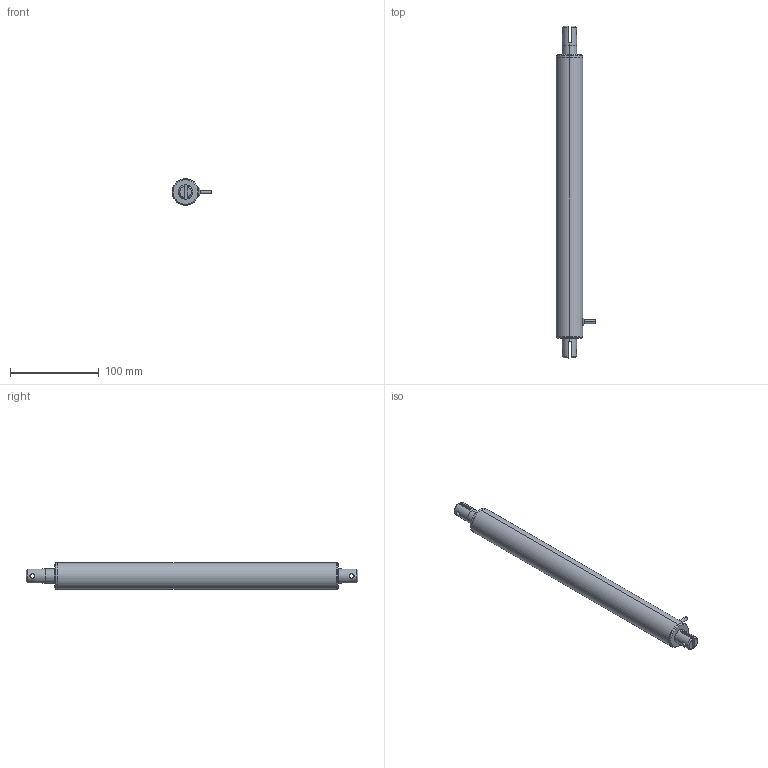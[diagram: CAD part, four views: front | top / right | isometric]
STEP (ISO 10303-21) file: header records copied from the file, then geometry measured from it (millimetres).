
FILE_DESCRIPTION (( 'STEP AP214' ), '1' );
FILE_NAME ('PA-11-6.STEP', '2021-06-10T01:08:03', ( '' ), ( '' ), 'SwSTEP 2.0', 'SolidWorks 2018', '' );
FILE_SCHEMA (( 'AUTOMOTIVE_DESIGN' ));
Length unit declared in the file: inch
Products named in the file (1): PA-11-6
Bounding box: 44.7 x 374.55 x 29.97 mm (x, y, z)
Volume: 234226.9 mm3; surface area: 35943.8 mm2
Topology: 3 solids, 3 shells, 53 faces, 120 edges, 78 vertices
Faces by surface type: cylinder 24, plane 19, cone 10
Entity records: 1822 total; most frequent: CARTESIAN_POINT 524, DIRECTION 270, ORIENTED_EDGE 240, EDGE_CURVE 120, AXIS2_PLACEMENT_3D 112, VERTEX_POINT 78, EDGE_LOOP 66, CIRCLE 58
